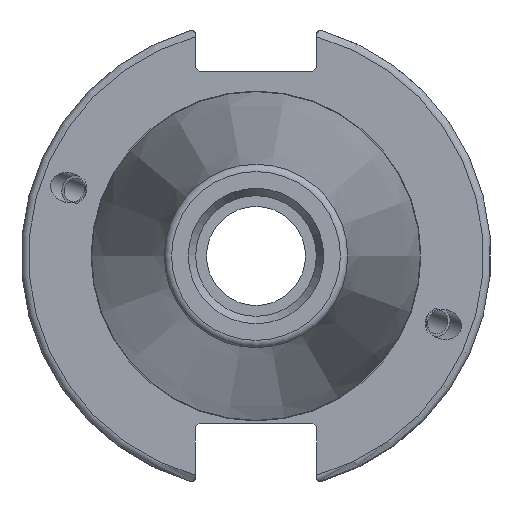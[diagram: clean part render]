
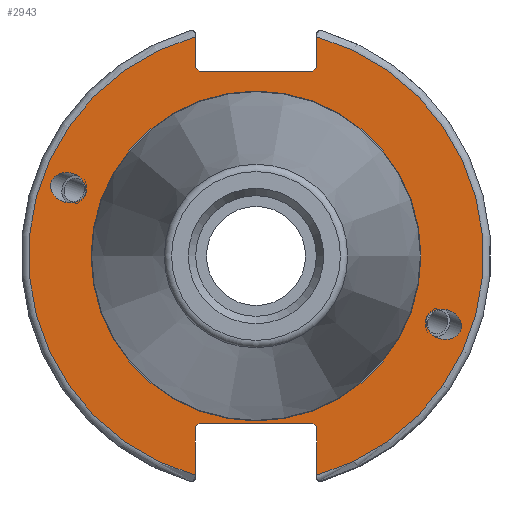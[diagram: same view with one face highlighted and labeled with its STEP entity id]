
A CAD part, left-side view. The second image highlights one B-rep face of the part: STEP entity #2943.
In plain terms, the highlighted planar face has unit normal (-1, 0, 0).
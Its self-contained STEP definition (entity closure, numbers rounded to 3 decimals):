
#139=ELLIPSE('',#3209,2.442,2.);
#148=ELLIPSE('',#3252,2.442,2.);
#313=FACE_BOUND('',#620,.T.);
#314=FACE_BOUND('',#621,.T.);
#315=FACE_BOUND('',#622,.T.);
#336=PLANE('',#3258);
#440=FACE_OUTER_BOUND('',#619,.T.);
#619=EDGE_LOOP('',(#2218,#2219,#2220,#2221,#2222,#2223,#2224,#2225,#2226,
#2227,#2228,#2229));
#620=EDGE_LOOP('',(#2230));
#621=EDGE_LOOP('',(#2231));
#622=EDGE_LOOP('',(#2232));
#795=LINE('',#4771,#982);
#796=LINE('',#4773,#983);
#797=LINE('',#4775,#984);
#798=LINE('',#4777,#985);
#799=LINE('',#4779,#986);
#800=LINE('',#4783,#987);
#801=LINE('',#4785,#988);
#802=LINE('',#4787,#989);
#803=LINE('',#4789,#990);
#804=LINE('',#4790,#991);
#982=VECTOR('',#3734,10.);
#983=VECTOR('',#3735,10.);
#984=VECTOR('',#3736,10.);
#985=VECTOR('',#3737,10.);
#986=VECTOR('',#3738,10.);
#987=VECTOR('',#3741,10.);
#988=VECTOR('',#3742,10.);
#989=VECTOR('',#3743,10.);
#990=VECTOR('',#3744,10.);
#991=VECTOR('',#3745,10.);
#1183=CIRCLE('',#3256,22.3);
#1185=CIRCLE('',#3259,30.75);
#1186=CIRCLE('',#3260,30.75);
#1317=VERTEX_POINT('',#4572);
#1357=VERTEX_POINT('',#4755);
#1360=VERTEX_POINT('',#4762);
#1361=VERTEX_POINT('',#4767);
#1362=VERTEX_POINT('',#4768);
#1363=VERTEX_POINT('',#4770);
#1364=VERTEX_POINT('',#4772);
#1365=VERTEX_POINT('',#4774);
#1366=VERTEX_POINT('',#4776);
#1367=VERTEX_POINT('',#4778);
#1368=VERTEX_POINT('',#4780);
#1369=VERTEX_POINT('',#4782);
#1370=VERTEX_POINT('',#4784);
#1371=VERTEX_POINT('',#4786);
#1372=VERTEX_POINT('',#4788);
#1622=EDGE_CURVE('',#1317,#1317,#139,.T.);
#1678=EDGE_CURVE('',#1357,#1357,#148,.T.);
#1681=EDGE_CURVE('',#1360,#1360,#1183,.T.);
#1683=EDGE_CURVE('',#1361,#1362,#1185,.T.);
#1684=EDGE_CURVE('',#1361,#1363,#795,.T.);
#1685=EDGE_CURVE('',#1364,#1363,#796,.T.);
#1686=EDGE_CURVE('',#1364,#1365,#797,.T.);
#1687=EDGE_CURVE('',#1366,#1365,#798,.T.);
#1688=EDGE_CURVE('',#1366,#1367,#799,.T.);
#1689=EDGE_CURVE('',#1368,#1367,#1186,.T.);
#1690=EDGE_CURVE('',#1368,#1369,#800,.T.);
#1691=EDGE_CURVE('',#1370,#1369,#801,.T.);
#1692=EDGE_CURVE('',#1370,#1371,#802,.T.);
#1693=EDGE_CURVE('',#1372,#1371,#803,.T.);
#1694=EDGE_CURVE('',#1372,#1362,#804,.T.);
#2218=ORIENTED_EDGE('',*,*,#1683,.F.);
#2219=ORIENTED_EDGE('',*,*,#1684,.T.);
#2220=ORIENTED_EDGE('',*,*,#1685,.F.);
#2221=ORIENTED_EDGE('',*,*,#1686,.T.);
#2222=ORIENTED_EDGE('',*,*,#1687,.F.);
#2223=ORIENTED_EDGE('',*,*,#1688,.T.);
#2224=ORIENTED_EDGE('',*,*,#1689,.F.);
#2225=ORIENTED_EDGE('',*,*,#1690,.T.);
#2226=ORIENTED_EDGE('',*,*,#1691,.F.);
#2227=ORIENTED_EDGE('',*,*,#1692,.T.);
#2228=ORIENTED_EDGE('',*,*,#1693,.F.);
#2229=ORIENTED_EDGE('',*,*,#1694,.T.);
#2230=ORIENTED_EDGE('',*,*,#1622,.T.);
#2231=ORIENTED_EDGE('',*,*,#1678,.T.);
#2232=ORIENTED_EDGE('',*,*,#1681,.F.);
#2943=ADVANCED_FACE('',(#440,#313,#314,#315),#336,.T.);
#3209=AXIS2_PLACEMENT_3D('',#4574,#3615,#3616);
#3252=AXIS2_PLACEMENT_3D('',#4757,#3718,#3719);
#3256=AXIS2_PLACEMENT_3D('',#4764,#3726,#3727);
#3258=AXIS2_PLACEMENT_3D('',#4766,#3730,#3731);
#3259=AXIS2_PLACEMENT_3D('',#4769,#3732,#3733);
#3260=AXIS2_PLACEMENT_3D('',#4781,#3739,#3740);
#3615=DIRECTION('center_axis',(1.,0.,0.));
#3616=DIRECTION('ref_axis',(0.,-0.94,-0.342));
#3718=DIRECTION('center_axis',(1.,0.,0.));
#3719=DIRECTION('ref_axis',(0.,0.94,0.342));
#3726=DIRECTION('center_axis',(-1.,0.,0.));
#3727=DIRECTION('ref_axis',(0.,-1.,0.));
#3730=DIRECTION('center_axis',(-1.,0.,0.));
#3731=DIRECTION('ref_axis',(0.,0.,1.));
#3732=DIRECTION('center_axis',(1.,0.,0.));
#3733=DIRECTION('ref_axis',(0.,-1.,0.));
#3734=DIRECTION('',(0.,0.,-1.));
#3735=DIRECTION('',(0.,-0.707,0.707));
#3736=DIRECTION('',(0.,1.,0.));
#3737=DIRECTION('',(0.,-0.707,-0.707));
#3738=DIRECTION('',(0.,0.,1.));
#3739=DIRECTION('center_axis',(1.,0.,0.));
#3740=DIRECTION('ref_axis',(0.,1.,0.));
#3741=DIRECTION('',(0.,0.,1.));
#3742=DIRECTION('',(0.,0.707,-0.707));
#3743=DIRECTION('',(0.,-1.,0.));
#3744=DIRECTION('',(0.,0.707,0.707));
#3745=DIRECTION('',(0.,0.,-1.));
#4572=CARTESIAN_POINT('',(3.175,-23.077,-8.399));
#4574=CARTESIAN_POINT('Origin',(3.175,-25.372,-9.235));
#4755=CARTESIAN_POINT('',(3.175,23.077,8.399));
#4757=CARTESIAN_POINT('Origin',(3.175,25.372,9.235));
#4762=CARTESIAN_POINT('',(3.175,0.,22.3));
#4764=CARTESIAN_POINT('Origin',(3.175,0.,0.));
#4766=CARTESIAN_POINT('Origin',(3.175,31.75,0.));
#4767=CARTESIAN_POINT('',(3.175,-8.19,29.639));
#4768=CARTESIAN_POINT('',(3.175,-8.19,-29.639));
#4769=CARTESIAN_POINT('Origin',(3.175,0.,0.));
#4770=CARTESIAN_POINT('',(3.175,-8.19,25.5));
#4771=CARTESIAN_POINT('',(3.175,-8.19,12.5));
#4772=CARTESIAN_POINT('',(3.175,-7.69,25.));
#4773=CARTESIAN_POINT('',(3.175,8.295,9.015));
#4774=CARTESIAN_POINT('',(3.175,7.69,25.));
#4775=CARTESIAN_POINT('',(3.175,15.875,25.));
#4776=CARTESIAN_POINT('',(3.175,8.19,25.5));
#4777=CARTESIAN_POINT('',(3.175,7.58,24.89));
#4778=CARTESIAN_POINT('',(3.175,8.19,29.639));
#4779=CARTESIAN_POINT('',(3.175,8.19,12.5));
#4780=CARTESIAN_POINT('',(3.175,8.19,-29.639));
#4781=CARTESIAN_POINT('Origin',(3.175,0.,0.));
#4782=CARTESIAN_POINT('',(3.175,8.19,-23.1));
#4783=CARTESIAN_POINT('',(3.175,8.19,-11.3));
#4784=CARTESIAN_POINT('',(3.175,7.69,-22.6));
#4785=CARTESIAN_POINT('',(3.175,8.18,-23.09));
#4786=CARTESIAN_POINT('',(3.175,-7.69,-22.6));
#4787=CARTESIAN_POINT('',(3.175,15.875,-22.6));
#4788=CARTESIAN_POINT('',(3.175,-8.19,-23.1));
#4789=CARTESIAN_POINT('',(3.175,7.695,-7.215));
#4790=CARTESIAN_POINT('',(3.175,-8.19,-11.3));
